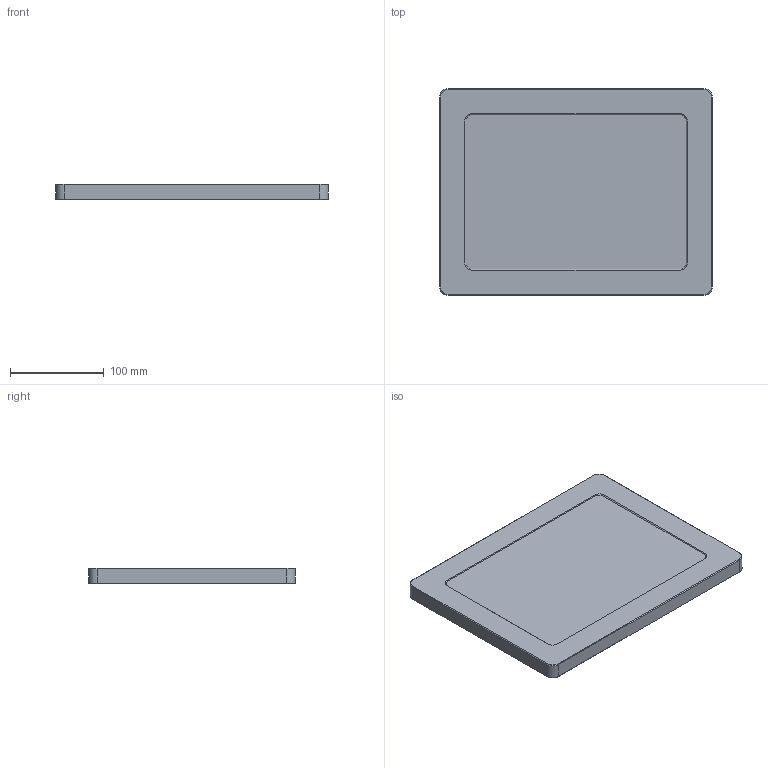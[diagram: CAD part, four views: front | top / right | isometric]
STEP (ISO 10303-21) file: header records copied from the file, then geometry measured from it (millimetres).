
FILE_DESCRIPTION(/* description */ (''),/* implementation_level */ '2;1');
FILE_NAME(/* name */ 'VB_VESA_AIR.stp',/* time_stamp */ '2019-08-27T17:11:58-04:00',/* author */ ('NickC'),/* organization */ (''),/* preprocessor_version */ 'ST-DEVELOPER v17',/* originating_system */ 'Autodesk Inventor 2019',/* authorisation */ '');
FILE_SCHEMA (('AUTOMOTIVE_DESIGN { 1 0 10303 214 3 1 1 }'));
Length unit declared in the file: inch
Products named in the file (1): Part2
Bounding box: 290.8 x 220.3 x 16.9 mm (x, y, z)
Volume: 1032120.3 mm3; surface area: 147740.3 mm2
Topology: 1 solids, 8 shells, 751 faces, 1900 edges, 1250 vertices
Faces by surface type: plane 501, cone 110, cylinder 98, bspline 42
Full cylindrical faces by diameter (mm): 2.438 x29, 3.251 x4, 3.306 x14, 4.166 x7, 4.826 x7, 38.1 x1
Entity records: 25867 total; most frequent: CARTESIAN_POINT 7541, ORIENTED_EDGE 3800, DIRECTION 3392, EDGE_CURVE 1900, LINE 1290, VECTOR 1290, VERTEX_POINT 1250, AXIS2_PLACEMENT_3D 1051
